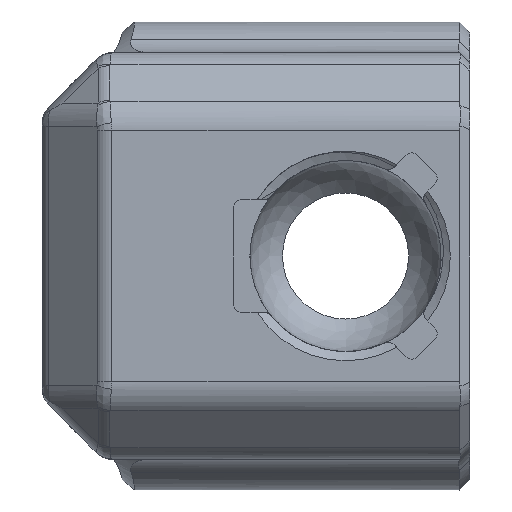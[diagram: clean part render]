
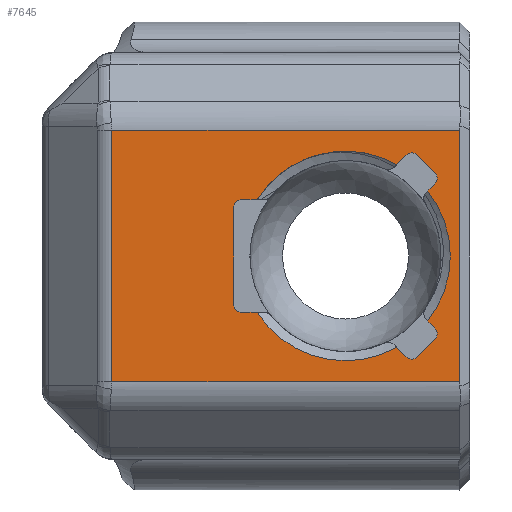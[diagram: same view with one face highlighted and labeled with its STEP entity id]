
A CAD part, left-side view. The second image highlights one B-rep face of the part: STEP entity #7645.
In plain terms, the highlighted planar face has unit normal (-1, 0, 0).
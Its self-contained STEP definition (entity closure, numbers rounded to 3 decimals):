
#376=LINE('',#17776,#752);
#377=LINE('',#17779,#753);
#378=LINE('',#17781,#754);
#379=LINE('',#17783,#755);
#380=LINE('',#17784,#756);
#381=LINE('',#17789,#757);
#382=LINE('',#17793,#758);
#383=LINE('',#17799,#759);
#384=LINE('',#17803,#760);
#385=LINE('',#17807,#761);
#386=LINE('',#17808,#762);
#387=LINE('',#17812,#763);
#388=LINE('',#17816,#764);
#752=VECTOR('',#8900,1000.);
#753=VECTOR('',#8901,1000.);
#754=VECTOR('',#8902,1000.);
#755=VECTOR('',#8903,1000.);
#756=VECTOR('',#8904,1000.);
#757=VECTOR('',#8907,1000.);
#758=VECTOR('',#8910,1000.);
#759=VECTOR('',#8915,1000.);
#760=VECTOR('',#8918,1000.);
#761=VECTOR('',#8921,1000.);
#762=VECTOR('',#8922,1000.);
#763=VECTOR('',#8925,1000.);
#764=VECTOR('',#8928,1000.);
#1035=PLANE('',#8130);
#2181=ORIENTED_EDGE('',*,*,#4615,.T.);
#2182=ORIENTED_EDGE('',*,*,#4616,.T.);
#2183=ORIENTED_EDGE('',*,*,#4617,.T.);
#2184=ORIENTED_EDGE('',*,*,#4618,.T.);
#2185=ORIENTED_EDGE('',*,*,#4619,.T.);
#2186=ORIENTED_EDGE('',*,*,#4620,.T.);
#2187=ORIENTED_EDGE('',*,*,#4621,.T.);
#2188=ORIENTED_EDGE('',*,*,#4622,.T.);
#2189=ORIENTED_EDGE('',*,*,#4623,.F.);
#2190=ORIENTED_EDGE('',*,*,#4624,.F.);
#2191=ORIENTED_EDGE('',*,*,#4625,.T.);
#2192=ORIENTED_EDGE('',*,*,#4626,.F.);
#2193=ORIENTED_EDGE('',*,*,#4627,.T.);
#2194=ORIENTED_EDGE('',*,*,#4628,.F.);
#2195=ORIENTED_EDGE('',*,*,#4629,.T.);
#2196=ORIENTED_EDGE('',*,*,#4630,.T.);
#2197=ORIENTED_EDGE('',*,*,#4613,.T.);
#2198=ORIENTED_EDGE('',*,*,#4631,.F.);
#2199=ORIENTED_EDGE('',*,*,#4632,.T.);
#2200=ORIENTED_EDGE('',*,*,#4633,.F.);
#2201=ORIENTED_EDGE('',*,*,#4634,.T.);
#2202=ORIENTED_EDGE('',*,*,#4635,.F.);
#2203=ORIENTED_EDGE('',*,*,#4636,.T.);
#4613=EDGE_CURVE('',#5799,#5798,#6309,.T.);
#4615=EDGE_CURVE('',#5800,#5801,#376,.T.);
#4616=EDGE_CURVE('',#5801,#5802,#377,.T.);
#4617=EDGE_CURVE('',#5802,#5803,#378,.T.);
#4618=EDGE_CURVE('',#5803,#5800,#379,.T.);
#4619=EDGE_CURVE('',#5804,#5805,#380,.T.);
#4620=EDGE_CURVE('',#5805,#5806,#6310,.T.);
#4621=EDGE_CURVE('',#5806,#5807,#381,.T.);
#4622=EDGE_CURVE('',#5807,#5808,#6311,.T.);
#4623=EDGE_CURVE('',#5809,#5808,#382,.T.);
#4624=EDGE_CURVE('',#5810,#5809,#6312,.T.);
#4625=EDGE_CURVE('',#5810,#5811,#6313,.T.);
#4626=EDGE_CURVE('',#5812,#5811,#383,.T.);
#4627=EDGE_CURVE('',#5812,#5813,#6314,.T.);
#4628=EDGE_CURVE('',#5814,#5813,#384,.T.);
#4629=EDGE_CURVE('',#5814,#5815,#6315,.T.);
#4630=EDGE_CURVE('',#5815,#5799,#385,.T.);
#4631=EDGE_CURVE('',#5816,#5798,#386,.T.);
#4632=EDGE_CURVE('',#5816,#5817,#6316,.T.);
#4633=EDGE_CURVE('',#5818,#5817,#387,.T.);
#4634=EDGE_CURVE('',#5818,#5819,#6317,.T.);
#4635=EDGE_CURVE('',#5820,#5819,#388,.T.);
#4636=EDGE_CURVE('',#5820,#5804,#6318,.T.);
#5798=VERTEX_POINT('',#17768);
#5799=VERTEX_POINT('',#17770);
#5800=VERTEX_POINT('',#17777);
#5801=VERTEX_POINT('',#17778);
#5802=VERTEX_POINT('',#17780);
#5803=VERTEX_POINT('',#17782);
#5804=VERTEX_POINT('',#17785);
#5805=VERTEX_POINT('',#17786);
#5806=VERTEX_POINT('',#17788);
#5807=VERTEX_POINT('',#17790);
#5808=VERTEX_POINT('',#17792);
#5809=VERTEX_POINT('',#17794);
#5810=VERTEX_POINT('',#17796);
#5811=VERTEX_POINT('',#17798);
#5812=VERTEX_POINT('',#17800);
#5813=VERTEX_POINT('',#17802);
#5814=VERTEX_POINT('',#17804);
#5815=VERTEX_POINT('',#17806);
#5816=VERTEX_POINT('',#17809);
#5817=VERTEX_POINT('',#17811);
#5818=VERTEX_POINT('',#17813);
#5819=VERTEX_POINT('',#17815);
#5820=VERTEX_POINT('',#17817);
#6309=CIRCLE('',#8129,5.15);
#6310=CIRCLE('',#8131,0.4);
#6311=CIRCLE('',#8132,0.4);
#6312=CIRCLE('',#8133,5.15);
#6313=CIRCLE('',#8134,5.15);
#6314=CIRCLE('',#8135,0.4);
#6315=CIRCLE('',#8136,0.4);
#6316=CIRCLE('',#8137,0.4);
#6317=CIRCLE('',#8138,0.4);
#6318=CIRCLE('',#8139,5.15);
#6523=EDGE_LOOP('',(#2181,#2182,#2183,#2184));
#6524=EDGE_LOOP('',(#2185,#2186,#2187,#2188,#2189,#2190,#2191,#2192,#2193,
#2194,#2195,#2196,#2197,#2198,#2199,#2200,#2201,#2202,#2203));
#6979=FACE_BOUND('',#6523,.T.);
#6980=FACE_BOUND('',#6524,.T.);
#7645=ADVANCED_FACE('',(#6979,#6980),#1035,.F.);
#8129=AXIS2_PLACEMENT_3D('',#17769,#8896,#8897);
#8130=AXIS2_PLACEMENT_3D('',#17775,#8898,#8899);
#8131=AXIS2_PLACEMENT_3D('',#17787,#8905,#8906);
#8132=AXIS2_PLACEMENT_3D('',#17791,#8908,#8909);
#8133=AXIS2_PLACEMENT_3D('',#17795,#8911,#8912);
#8134=AXIS2_PLACEMENT_3D('',#17797,#8913,#8914);
#8135=AXIS2_PLACEMENT_3D('',#17801,#8916,#8917);
#8136=AXIS2_PLACEMENT_3D('',#17805,#8919,#8920);
#8137=AXIS2_PLACEMENT_3D('',#17810,#8923,#8924);
#8138=AXIS2_PLACEMENT_3D('',#17814,#8926,#8927);
#8139=AXIS2_PLACEMENT_3D('',#17818,#8929,#8930);
#8896=DIRECTION('',(1.,0.,0.));
#8897=DIRECTION('',(0.,0.,-1.));
#8898=DIRECTION('',(1.,0.,0.));
#8899=DIRECTION('',(0.,0.,-1.));
#8900=DIRECTION('',(0.,1.,0.));
#8901=DIRECTION('',(0.,0.,-1.));
#8902=DIRECTION('',(0.,-1.,0.));
#8903=DIRECTION('',(0.,0.,1.));
#8904=DIRECTION('',(0.,1.,0.));
#8905=DIRECTION('',(1.,0.,0.));
#8906=DIRECTION('',(0.,0.,-1.));
#8907=DIRECTION('',(0.,0.,1.));
#8908=DIRECTION('',(1.,0.,0.));
#8909=DIRECTION('',(0.,0.,-1.));
#8910=DIRECTION('',(0.,1.,0.));
#8911=DIRECTION('',(-1.,0.,0.));
#8912=DIRECTION('',(0.,0.,1.));
#8913=DIRECTION('',(1.,0.,0.));
#8914=DIRECTION('',(0.,0.,-1.));
#8915=DIRECTION('',(0.,0.707,-0.707));
#8916=DIRECTION('',(1.,0.,0.));
#8917=DIRECTION('',(0.,0.,-1.));
#8918=DIRECTION('',(0.,0.707,0.707));
#8919=DIRECTION('',(1.,0.,0.));
#8920=DIRECTION('',(0.,0.,-1.));
#8921=DIRECTION('',(0.,0.707,-0.707));
#8922=DIRECTION('',(0.,0.707,0.707));
#8923=DIRECTION('',(1.,0.,0.));
#8924=DIRECTION('',(0.,0.,-1.));
#8925=DIRECTION('',(0.,-0.707,0.707));
#8926=DIRECTION('',(1.,0.,0.));
#8927=DIRECTION('',(0.,0.,-1.));
#8928=DIRECTION('',(0.,-0.707,-0.707));
#8929=DIRECTION('',(1.,0.,0.));
#8930=DIRECTION('',(0.,0.,-1.));
#17768=CARTESIAN_POINT('',(-12.,2.059,-10.693));
#17769=CARTESIAN_POINT('',(-12.,6.1,-7.5));
#17770=CARTESIAN_POINT('',(-12.,2.059,-4.307));
#17775=CARTESIAN_POINT('',(-12.,14.,0.));
#17776=CARTESIAN_POINT('',(-12.,18.,-1.328));
#17777=CARTESIAN_POINT('',(-12.,0.5,-1.328));
#17778=CARTESIAN_POINT('',(-12.,17.586,-1.328));
#17779=CARTESIAN_POINT('',(-12.,17.586,-13.672));
#17780=CARTESIAN_POINT('',(-12.,17.586,-13.672));
#17781=CARTESIAN_POINT('',(-12.,0.5,-13.672));
#17782=CARTESIAN_POINT('',(-12.,0.5,-13.672));
#17783=CARTESIAN_POINT('',(-12.,0.5,0.));
#17784=CARTESIAN_POINT('',(-12.,0.,-10.271));
#17785=CARTESIAN_POINT('',(-12.,10.441,-10.271));
#17786=CARTESIAN_POINT('',(-12.,11.2,-10.271));
#17787=CARTESIAN_POINT('',(-12.,11.2,-9.871));
#17788=CARTESIAN_POINT('',(-12.,11.6,-9.871));
#17789=CARTESIAN_POINT('',(-12.,11.6,0.));
#17790=CARTESIAN_POINT('',(-12.,11.6,-5.129));
#17791=CARTESIAN_POINT('',(-12.,11.2,-5.129));
#17792=CARTESIAN_POINT('',(-12.,11.2,-4.729));
#17793=CARTESIAN_POINT('',(-12.,0.,-4.729));
#17794=CARTESIAN_POINT('',(-12.,10.441,-4.729));
#17795=CARTESIAN_POINT('',(-12.,6.1,-7.5));
#17796=CARTESIAN_POINT('',(-12.,7.448,-2.529));
#17797=CARTESIAN_POINT('',(-12.,6.1,-7.5));
#17798=CARTESIAN_POINT('',(-12.,3.585,-3.006));
#17799=CARTESIAN_POINT('',(-12.,0.29,0.29));
#17800=CARTESIAN_POINT('',(-12.,3.13,-2.55));
#17801=CARTESIAN_POINT('',(-12.,2.847,-2.833));
#17802=CARTESIAN_POINT('',(-12.,2.564,-2.55));
#17803=CARTESIAN_POINT('',(-12.,2.557,-2.557));
#17804=CARTESIAN_POINT('',(-12.,1.716,-3.399));
#17805=CARTESIAN_POINT('',(-12.,1.999,-3.682));
#17806=CARTESIAN_POINT('',(-12.,1.716,-3.964));
#17807=CARTESIAN_POINT('',(-12.,5.876,-8.124));
#17808=CARTESIAN_POINT('',(-12.,13.376,0.624));
#17809=CARTESIAN_POINT('',(-12.,1.716,-11.036));
#17810=CARTESIAN_POINT('',(-12.,1.999,-11.318));
#17811=CARTESIAN_POINT('',(-12.,1.716,-11.601));
#17812=CARTESIAN_POINT('',(-12.,-4.943,-4.943));
#17813=CARTESIAN_POINT('',(-12.,2.564,-12.45));
#17814=CARTESIAN_POINT('',(-12.,2.847,-12.167));
#17815=CARTESIAN_POINT('',(-12.,3.13,-12.45));
#17816=CARTESIAN_POINT('',(-12.,7.79,-7.79));
#17817=CARTESIAN_POINT('',(-12.,3.585,-11.994));
#17818=CARTESIAN_POINT('',(-12.,6.1,-7.5));
